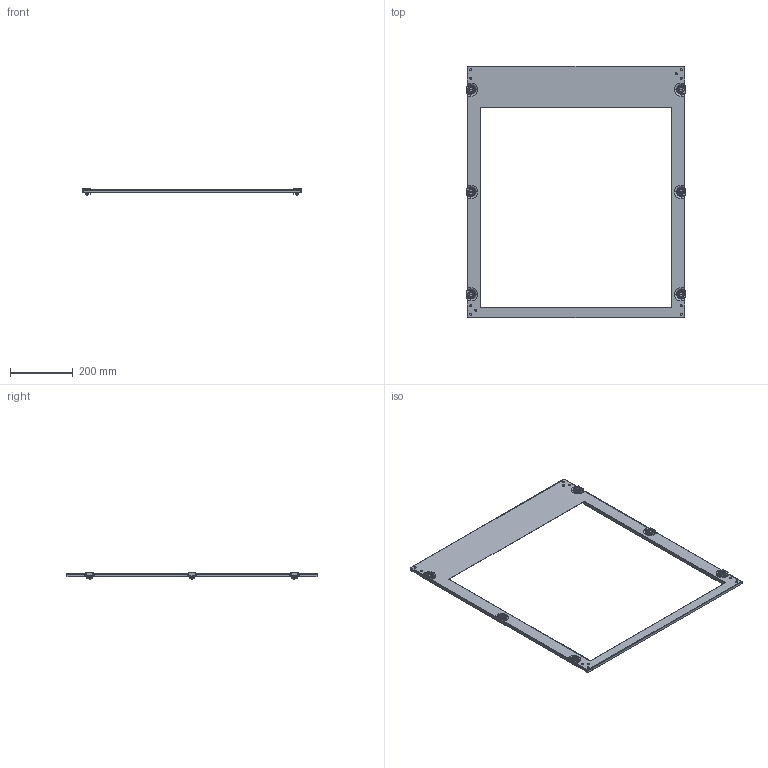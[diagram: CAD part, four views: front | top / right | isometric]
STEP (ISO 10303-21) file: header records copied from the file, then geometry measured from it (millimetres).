
FILE_DESCRIPTION(('STEP AP214'),'1');
FILE_NAME('cctmp_2B02081A-AED6-459B-84A8-316CC1ED5A9D_2023_03_28_21_52_03_0956..stp','2023-03-28T19:52:05',('SIEMENS A&D'),('CADClick - www.CADClick.com'),'Spatial InterOp 3D postprocessed',' ','unknown authorization');
FILE_SCHEMA(('AUTOMOTIVE_DESIGN'));
Length unit declared in the file: millimetre
Products named in the file (8): cc_unnamed; 2023_03_28_21_52_03_0898; 2023_03_28_21_52_03_0894; 2023_03_28_21_52_03_0890; 2023_03_28_21_52_03_0886; 2023_03_28_21_52_03_0882; 2023_03_28_21_52_03_0878; 2023_03_28_21_52_03_0874
Assembly tree (7 placements, depth 2):
  cc_unnamed
    2023_03_28_21_52_03_0898
    2023_03_28_21_52_03_0894
    2023_03_28_21_52_03_0890
    2023_03_28_21_52_03_0886
    2023_03_28_21_52_03_0882
    2023_03_28_21_52_03_0878
    2023_03_28_21_52_03_0874
Bounding box: 694.8 x 799 x 21.08 mm (x, y, z)
Volume: 232729.3 mm3; surface area: 441292.4 mm2
Topology: 7 solids, 7 shells, 1900 faces, 4960 edges, 3040 vertices
Faces by surface type: plane 922, cylinder 592, torus 174, sphere 78, cone 72, bspline 62
Entity records: 69914 total; most frequent: CARTESIAN_POINT 17463, DIRECTION 9856, ORIENTED_EDGE 9740, EDGE_CURVE 4870, AXIS2_PLACEMENT_3D 3474, VERTEX_POINT 3040, LINE 2908, VECTOR 2908
